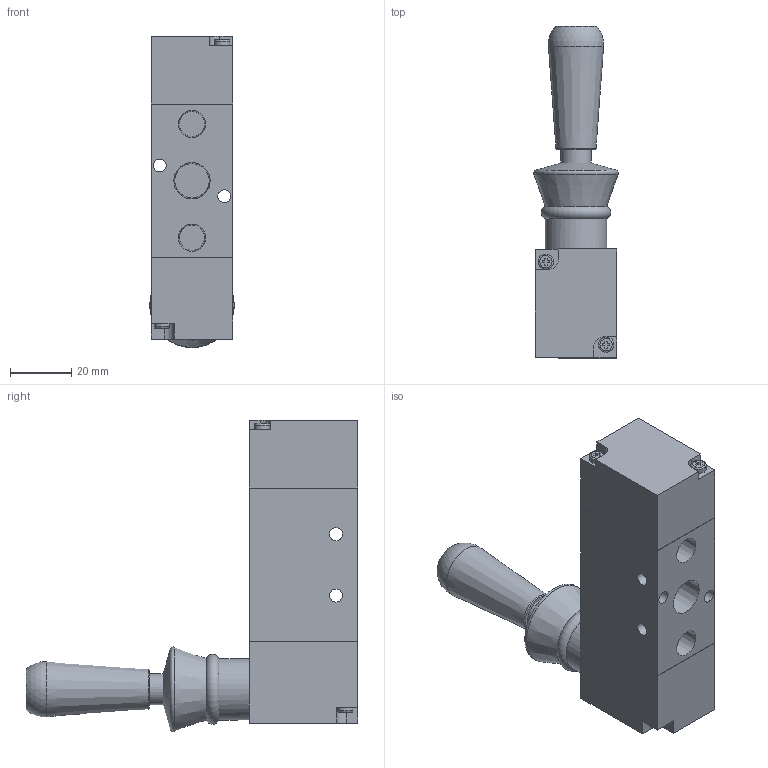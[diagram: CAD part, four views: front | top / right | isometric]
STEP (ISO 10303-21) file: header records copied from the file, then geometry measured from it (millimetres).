
FILE_DESCRIPTION( ( 'STEP AP203' ), '1' );
FILE_NAME( 'MVHB-260V-4TVP-SP.stp', '2020-04-24T09:35:07', ( 'License CC BY-ND 4.0' ), ( 'CADENAS' ), ' ', 'PARTsolutions', ' ' );
FILE_SCHEMA( ( 'CONFIG_CONTROL_DESIGN' ) );
Length unit declared in the file: millimetre
Products named in the file (1): _MVHB-260V-4TVP-SP
Bounding box: 27.54 x 108 x 101.27 mm (x, y, z)
Volume: 104074.7 mm3; surface area: 21674.2 mm2
Topology: 1 solids, 1 shells, 132 faces, 329 edges, 217 vertices
Faces by surface type: plane 102, cylinder 14, cone 9, torus 6, sphere 1
Full cylindrical faces by diameter (mm): 4.2 x4, 5 x4, 10 x1, 20 x1
Entity records: 3762 total; most frequent: CARTESIAN_POINT 641, DIRECTION 612, ORIENTED_EDGE 592, EDGE_CURVE 296, LINE 246, VECTOR 246, VERTEX_POINT 212, EDGE_LOOP 184
